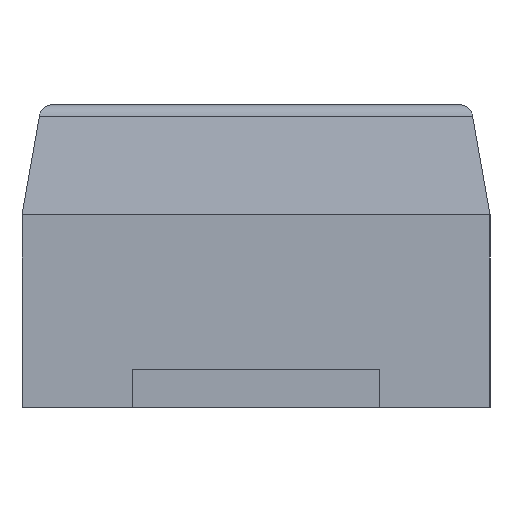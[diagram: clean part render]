
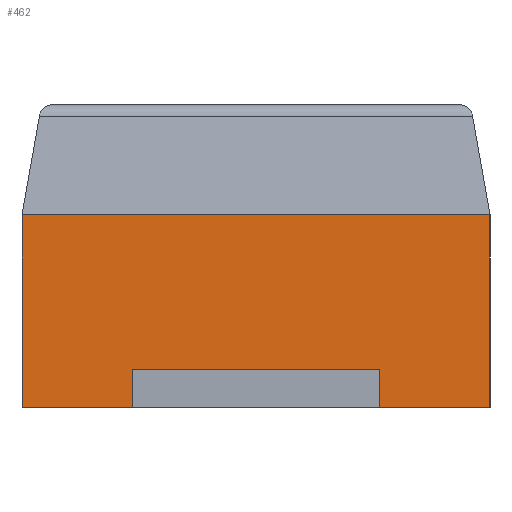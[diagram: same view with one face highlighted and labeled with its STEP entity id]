
A CAD part, left-side view. The second image highlights one B-rep face of the part: STEP entity #462.
In plain terms, the highlighted planar face has unit normal (-1, 0, 0).
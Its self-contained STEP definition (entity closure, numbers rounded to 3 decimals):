
#423 = CARTESIAN_POINT ( 'NONE',  ( -1.3, -0.85, 0.7 ) ) ;
#424 = VERTEX_POINT ( 'NONE', #423 ) ;
#425 = CARTESIAN_POINT ( 'NONE',  ( -1.3, -0.85, 0. ) ) ;
#426 = VERTEX_POINT ( 'NONE', #425 ) ;
#427 = CARTESIAN_POINT ( 'NONE',  ( -1.3, -0.85, 1.1 ) ) ;
#428 = DIRECTION ( 'NONE',  ( 0., 0., -1. ) ) ;
#429 = VECTOR ( 'NONE', #428, 1000. ) ;
#430 = LINE ( 'NONE', #427, #429 ) ;
#431 = EDGE_CURVE ( 'NONE', #424, #426, #430, .T. ) ;
#432 = ORIENTED_EDGE ( 'NONE', *, *, #431, .F. ) ;
#433 = CARTESIAN_POINT ( 'NONE',  ( -1.3, 0.85, 0.7 ) ) ;
#434 = VERTEX_POINT ( 'NONE', #433 ) ;
#435 = CARTESIAN_POINT ( 'NONE',  ( -1.3, 0.85, 0.7 ) ) ;
#436 = DIRECTION ( 'NONE',  ( 0., 1., 0. ) ) ;
#437 = VECTOR ( 'NONE', #436, 1000. ) ;
#438 = LINE ( 'NONE', #435, #437 ) ;
#439 = EDGE_CURVE ( 'NONE', #424, #434, #438, .T. ) ;
#440 = ORIENTED_EDGE ( 'NONE', *, *, #439, .T. ) ;
#441 = CARTESIAN_POINT ( 'NONE',  ( -1.3, 0.85, 0. ) ) ;
#442 = VERTEX_POINT ( 'NONE', #441 ) ;
#443 = CARTESIAN_POINT ( 'NONE',  ( -1.3, 0.85, 1.1 ) ) ;
#444 = DIRECTION ( 'NONE',  ( 0., 0., -1. ) ) ;
#445 = VECTOR ( 'NONE', #444, 1000. ) ;
#446 = LINE ( 'NONE', #443, #445 ) ;
#447 = EDGE_CURVE ( 'NONE', #434, #442, #446, .T. ) ;
#448 = ORIENTED_EDGE ( 'NONE', *, *, #447, .T. ) ;
#449 = CARTESIAN_POINT ( 'NONE',  ( -1.3, -0.85, 0. ) ) ;
#450 = DIRECTION ( 'NONE',  ( 0., 1., 0. ) ) ;
#451 = VECTOR ( 'NONE', #450, 1000. ) ;
#452 = LINE ( 'NONE', #449, #451 ) ;
#453 = EDGE_CURVE ( 'NONE', #426, #442, #452, .T. ) ;
#454 = ORIENTED_EDGE ( 'NONE', *, *, #453, .F. ) ;
#455 = EDGE_LOOP ( 'NONE', ( #432, #440, #448, #454 ) ) ;
#456 = FACE_OUTER_BOUND ( 'NONE', #455, .T. ) ;
#457 = CARTESIAN_POINT ( 'NONE',  ( -1.3, -0.85, 1.1 ) ) ;
#458 = DIRECTION ( 'NONE',  ( -1., 0., 0. ) ) ;
#459 = DIRECTION ( 'NONE',  ( 0., -1., 0. ) ) ;
#460 = AXIS2_PLACEMENT_3D ( 'NONE', #457, #458, #459 ) ;
#461 = PLANE ( 'NONE', #460 ) ;
#462 = ADVANCED_FACE ( 'NONE', ( #456 ), #461, .T. ) ;
